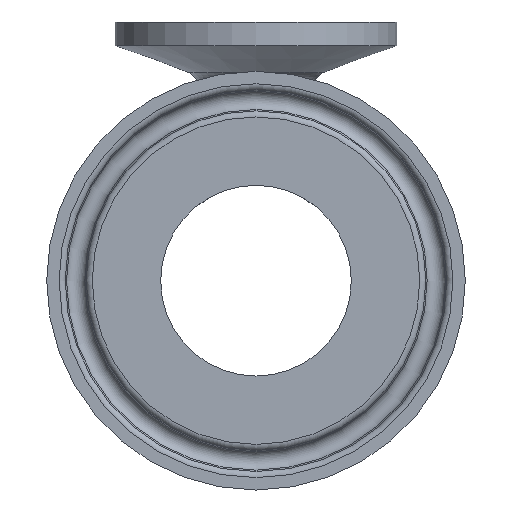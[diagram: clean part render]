
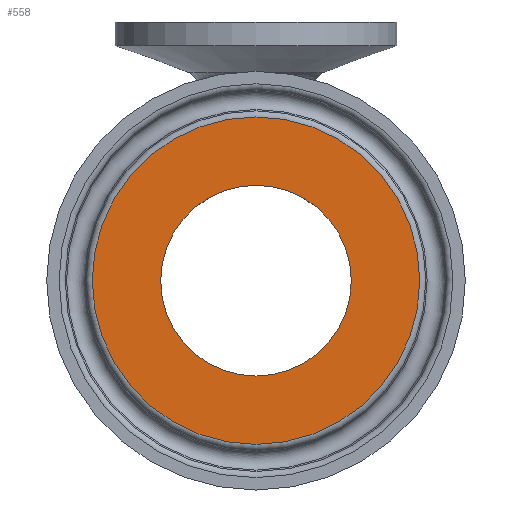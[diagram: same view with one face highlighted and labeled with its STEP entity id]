
A CAD part, left-side view. The second image highlights one B-rep face of the part: STEP entity #558.
In plain terms, the highlighted planar face has unit normal (-1, 0, 0).
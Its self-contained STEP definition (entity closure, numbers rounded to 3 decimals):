
#33=FACE_BOUND('',#150,.T.);
#40=PLANE('',#645);
#112=FACE_OUTER_BOUND('',#149,.T.);
#149=EDGE_LOOP('',(#447));
#150=EDGE_LOOP('',(#448));
#199=CIRCLE('',#638,19.747);
#205=CIRCLE('',#646,11.5);
#258=VERTEX_POINT('',#1012);
#263=VERTEX_POINT('',#1026);
#323=EDGE_CURVE('',#258,#258,#199,.T.);
#330=EDGE_CURVE('',#263,#263,#205,.T.);
#447=ORIENTED_EDGE('',*,*,#323,.F.);
#448=ORIENTED_EDGE('',*,*,#330,.F.);
#558=ADVANCED_FACE('',(#112,#33),#40,.T.);
#638=AXIS2_PLACEMENT_3D('',#1013,#785,#786);
#645=AXIS2_PLACEMENT_3D('',#1025,#800,#801);
#646=AXIS2_PLACEMENT_3D('',#1027,#802,#803);
#785=DIRECTION('center_axis',(1.,0.,0.));
#786=DIRECTION('ref_axis',(0.,-1.,0.));
#800=DIRECTION('center_axis',(-1.,0.,0.));
#801=DIRECTION('ref_axis',(0.,0.,-1.));
#802=DIRECTION('center_axis',(-1.,0.,0.));
#803=DIRECTION('ref_axis',(0.,0.,-1.));
#1012=CARTESIAN_POINT('',(-55.,0.,-19.747));
#1013=CARTESIAN_POINT('Origin',(-55.,0.,0.));
#1025=CARTESIAN_POINT('Origin',(-55.,-11.5,0.));
#1026=CARTESIAN_POINT('',(-55.,11.5,0.));
#1027=CARTESIAN_POINT('Origin',(-55.,0.,0.));
